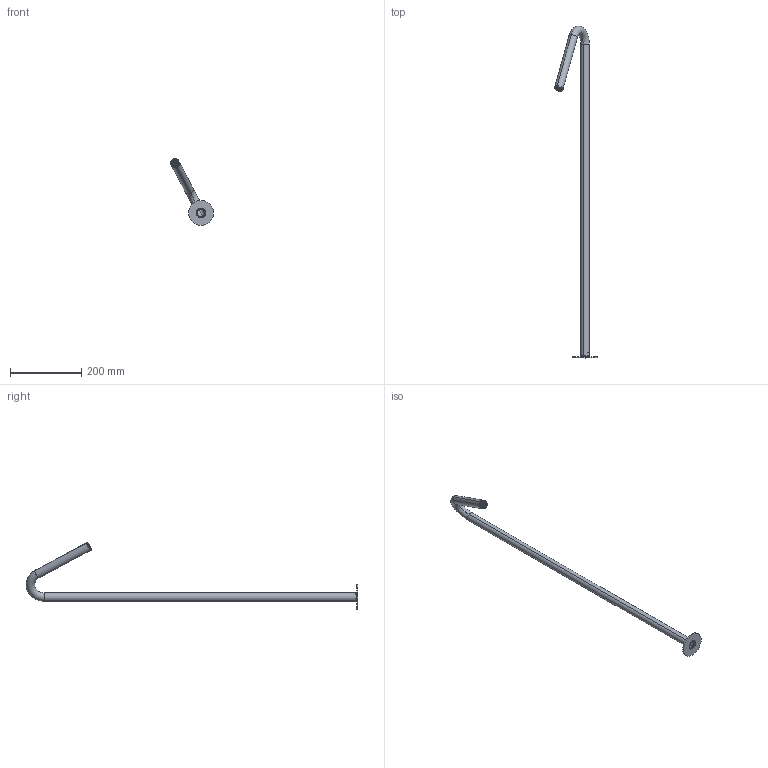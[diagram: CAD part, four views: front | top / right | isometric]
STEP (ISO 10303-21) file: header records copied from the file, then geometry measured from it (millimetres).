
FILE_DESCRIPTION (( 'STEP AP214' ), '1' );
FILE_NAME ('BIC.0008.V 3D.STEP', '2023-01-19T18:29:38', ( '' ), ( '' ), 'SwSTEP 2.0', 'SolidWorks 2022', '' );
FILE_SCHEMA (( 'AUTOMOTIVE_DESIGN' ));
Length unit declared in the file: millimetre
Products named in the file (5): BIC.0008.V.STEP; BICA V CHAO BANHEIRA.STEP; BIC.0008.V 3D; 0001-AEREADOR_M22x1_INVISIVEL_000000000000.STEP; 0001-ESPELHO__70_BICA_BANHEIRA_DE_CHAO.STEP
Assembly tree (4 placements, depth 3):
  BIC.0008.V 3D
    BIC.0008.V.STEP
      BICA V CHAO BANHEIRA.STEP
      0001-ESPELHO__70_BICA_BANHEIRA_DE_CHAO.STEP
      0001-AEREADOR_M22x1_INVISIVEL_000000000000.STEP
Bounding box: 120.79 x 930.69 x 187.44 mm (x, y, z)
Volume: 136664.1 mm3; surface area: 173871.9 mm2
Topology: 3 solids, 3 shells, 349 faces, 831 edges, 541 vertices
Faces by surface type: plane 268, cylinder 63, cone 14, torus 4
Entity records: 10151 total; most frequent: CARTESIAN_POINT 1727, DIRECTION 1703, ORIENTED_EDGE 1658, EDGE_CURVE 829, LINE 669, VECTOR 669, VERTEX_POINT 541, AXIS2_PLACEMENT_3D 517
